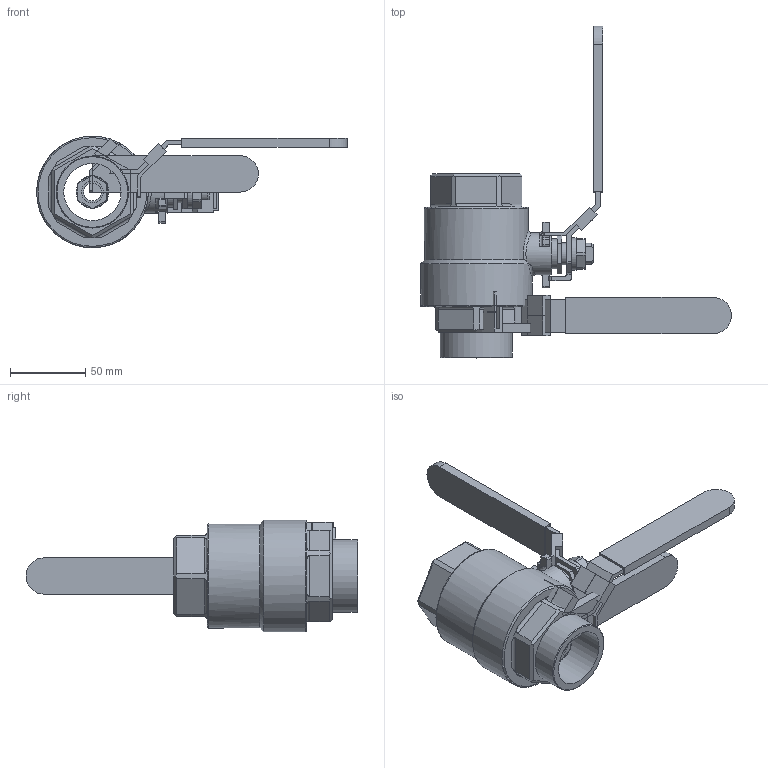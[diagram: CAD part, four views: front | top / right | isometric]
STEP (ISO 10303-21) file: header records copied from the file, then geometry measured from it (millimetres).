
FILE_DESCRIPTION( ( 'Unknown' ), '1' );
FILE_NAME( '8.102.040.stp', 'Unknown', ( 'Unknown' ), ( 'Unknown' ), 'PSStep 13.0', 'Unknown', ' ' );
FILE_SCHEMA( ( 'AUTOMOTIVE_DESIGN { 1 0 10303 214 1 1 1 1 }' ) );
Length unit declared in the file: millimetre
Products named in the file (8): Assem1; Hebel_.032-040; Ummantelung; Lasche; Scheibe ø14,5; Mutter M14; 8.102.040
Bounding box: 206 x 220 x 73.99 mm (x, y, z)
Volume: 592686.9 mm3; surface area: 171888.2 mm2
Topology: 15 solids, 15 shells, 485 faces, 1283 edges, 855 vertices
Faces by surface type: plane 350, cylinder 109, torus 12, cone 10, bspline 4
Full cylindrical faces by diameter (mm): 8 x3, 11.835 x2, 14.5 x4, 20 x2, 21.5 x2, 28 x2, 38 x2, 44.845 x2, 47.803 x2, 69 x2, 74 x2
Entity records: 9161 total; most frequent: CARTESIAN_POINT 2169, ORIENTED_EDGE 1068, DIRECTION 1056, EDGE_CURVE 534, LINE 400, VECTOR 400, VERTEX_POINT 364, AXIS2_PLACEMENT_3D 328
